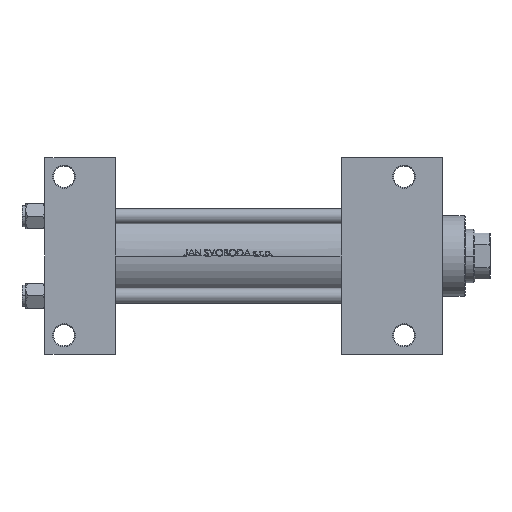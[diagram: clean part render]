
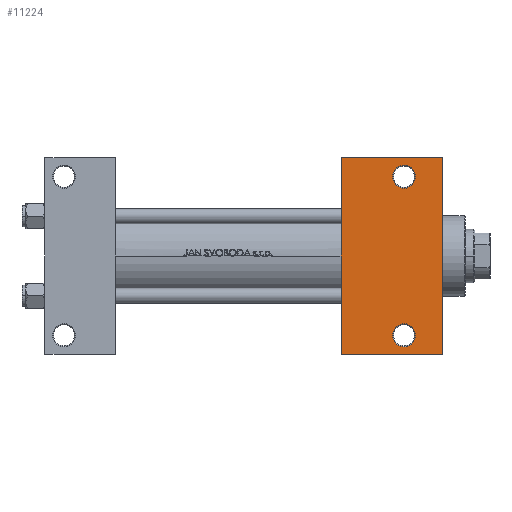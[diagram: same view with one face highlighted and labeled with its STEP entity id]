
A CAD part, front view. The second image highlights one B-rep face of the part: STEP entity #11224.
In plain terms, the highlighted face is planar.
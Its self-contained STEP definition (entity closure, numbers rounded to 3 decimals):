
#162 = CARTESIAN_POINT ( 'NONE',  ( 208., -51.5, -30. ) ) ;
#947 = CARTESIAN_POINT ( 'NONE',  ( 182., 41.5, -30. ) ) ;
#2102 = LINE ( 'NONE', #37020, #9522 ) ;
#2565 = DIRECTION ( 'NONE',  ( 0., 1., 0. ) ) ;
#3302 = DIRECTION ( 'NONE',  ( 0., -1., 0. ) ) ;
#3313 = FACE_BOUND ( 'NONE', #40220, .T. ) ;
#3845 = CARTESIAN_POINT ( 'NONE',  ( 155., -51.5, -30. ) ) ;
#3947 = VERTEX_POINT ( 'NONE', #12647 ) ;
#4319 = EDGE_LOOP ( 'NONE', ( #40766, #32135 ) ) ;
#4651 = AXIS2_PLACEMENT_3D ( 'NONE', #18152, #25208, #2565 ) ;
#5180 = DIRECTION ( 'NONE',  ( 0., 0., 1. ) ) ;
#5838 = EDGE_CURVE ( 'NONE', #29332, #40408, #22412, .T. ) ;
#7083 = AXIS2_PLACEMENT_3D ( 'NONE', #34440, #15332, #45228 ) ;
#7605 = CARTESIAN_POINT ( 'NONE',  ( 208., 30., -30. ) ) ;
#8333 = DIRECTION ( 'NONE',  ( 0., 0., 1. ) ) ;
#9522 = VECTOR ( 'NONE', #32525, 1000. ) ;
#11224 = ADVANCED_FACE ( 'NONE', ( #3313, #48792, #36998 ), #18664, .T. ) ;
#11957 = CARTESIAN_POINT ( 'NONE',  ( 188., -41.5, -30. ) ) ;
#12647 = CARTESIAN_POINT ( 'NONE',  ( 194., -41.5, -30. ) ) ;
#13739 = VERTEX_POINT ( 'NONE', #43153 ) ;
#14862 = EDGE_CURVE ( 'NONE', #19072, #13739, #30364, .T. ) ;
#15134 = EDGE_CURVE ( 'NONE', #33127, #3947, #36792, .T. ) ;
#15332 = DIRECTION ( 'NONE',  ( 0., 0., 1. ) ) ;
#15868 = CARTESIAN_POINT ( 'NONE',  ( 155., 51.5, -30. ) ) ;
#15972 = DIRECTION ( 'NONE',  ( 0., 1., 0. ) ) ;
#16361 = DIRECTION ( 'NONE',  ( 0., 1., 0. ) ) ;
#17038 = LINE ( 'NONE', #28581, #49042 ) ;
#18152 = CARTESIAN_POINT ( 'NONE',  ( 208., 30., -30. ) ) ;
#18664 = PLANE ( 'NONE',  #4651 ) ;
#19072 = VERTEX_POINT ( 'NONE', #947 ) ;
#19921 = LINE ( 'NONE', #7605, #24129 ) ;
#20089 = EDGE_CURVE ( 'NONE', #36455, #30927, #19921, .T. ) ;
#20736 = AXIS2_PLACEMENT_3D ( 'NONE', #35125, #5180, #47163 ) ;
#22342 = EDGE_CURVE ( 'NONE', #30927, #40408, #17038, .T. ) ;
#22412 = LINE ( 'NONE', #22667, #43051 ) ;
#22667 = CARTESIAN_POINT ( 'NONE',  ( 155., 30., -30. ) ) ;
#23510 = DIRECTION ( 'NONE',  ( -1., 0., 0. ) ) ;
#24129 = VECTOR ( 'NONE', #35250, 1000. ) ;
#24400 = CARTESIAN_POINT ( 'NONE',  ( 182., -41.5, -30. ) ) ;
#25208 = DIRECTION ( 'NONE',  ( 0., 0., -1. ) ) ;
#26053 = ORIENTED_EDGE ( 'NONE', *, *, #22342, .T. ) ;
#26202 = ORIENTED_EDGE ( 'NONE', *, *, #5838, .F. ) ;
#28581 = CARTESIAN_POINT ( 'NONE',  ( 155., -51.5, -30. ) ) ;
#28666 = EDGE_LOOP ( 'NONE', ( #26202, #32689, #37624, #26053 ) ) ;
#28990 = ORIENTED_EDGE ( 'NONE', *, *, #14862, .T. ) ;
#29332 = VERTEX_POINT ( 'NONE', #15868 ) ;
#30364 = CIRCLE ( 'NONE', #7083, 6. ) ;
#30927 = VERTEX_POINT ( 'NONE', #162 ) ;
#32135 = ORIENTED_EDGE ( 'NONE', *, *, #39460, .T. ) ;
#32152 = EDGE_CURVE ( 'NONE', #13739, #19072, #44451, .T. ) ;
#32525 = DIRECTION ( 'NONE',  ( 1., 0., 0. ) ) ;
#32661 = CIRCLE ( 'NONE', #48666, 6. ) ;
#32689 = ORIENTED_EDGE ( 'NONE', *, *, #43549, .T. ) ;
#33127 = VERTEX_POINT ( 'NONE', #24400 ) ;
#34440 = CARTESIAN_POINT ( 'NONE',  ( 188., 41.5, -30. ) ) ;
#34919 = CARTESIAN_POINT ( 'NONE',  ( 208., 51.5, -30. ) ) ;
#35026 = ORIENTED_EDGE ( 'NONE', *, *, #32152, .T. ) ;
#35125 = CARTESIAN_POINT ( 'NONE',  ( 188., -41.5, -30. ) ) ;
#35250 = DIRECTION ( 'NONE',  ( 0., -1., 0. ) ) ;
#36455 = VERTEX_POINT ( 'NONE', #34919 ) ;
#36792 = CIRCLE ( 'NONE', #20736, 6. ) ;
#36998 = FACE_OUTER_BOUND ( 'NONE', #28666, .T. ) ;
#37020 = CARTESIAN_POINT ( 'NONE',  ( 155., 51.5, -30. ) ) ;
#37240 = AXIS2_PLACEMENT_3D ( 'NONE', #42764, #8333, #16361 ) ;
#37624 = ORIENTED_EDGE ( 'NONE', *, *, #20089, .T. ) ;
#39077 = DIRECTION ( 'NONE',  ( 0., 0., 1. ) ) ;
#39460 = EDGE_CURVE ( 'NONE', #3947, #33127, #32661, .T. ) ;
#40220 = EDGE_LOOP ( 'NONE', ( #28990, #35026 ) ) ;
#40408 = VERTEX_POINT ( 'NONE', #3845 ) ;
#40766 = ORIENTED_EDGE ( 'NONE', *, *, #15134, .T. ) ;
#42764 = CARTESIAN_POINT ( 'NONE',  ( 188., 41.5, -30. ) ) ;
#43051 = VECTOR ( 'NONE', #3302, 1000. ) ;
#43153 = CARTESIAN_POINT ( 'NONE',  ( 194., 41.5, -30. ) ) ;
#43549 = EDGE_CURVE ( 'NONE', #29332, #36455, #2102, .T. ) ;
#44451 = CIRCLE ( 'NONE', #37240, 6. ) ;
#45228 = DIRECTION ( 'NONE',  ( 0., 1., 0. ) ) ;
#47163 = DIRECTION ( 'NONE',  ( 0., 1., 0. ) ) ;
#48666 = AXIS2_PLACEMENT_3D ( 'NONE', #11957, #39077, #15972 ) ;
#48792 = FACE_BOUND ( 'NONE', #4319, .T. ) ;
#49042 = VECTOR ( 'NONE', #23510, 1000. ) ;
